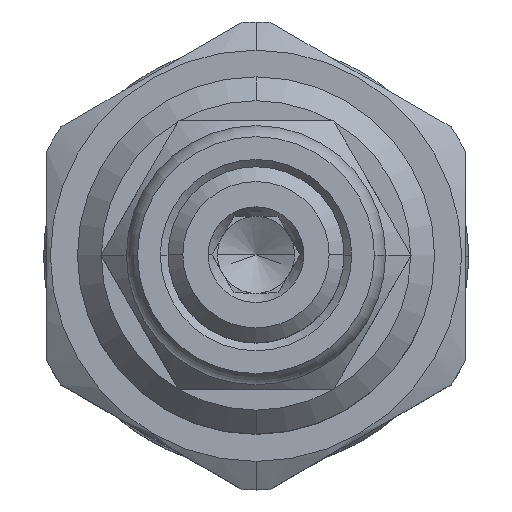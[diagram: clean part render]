
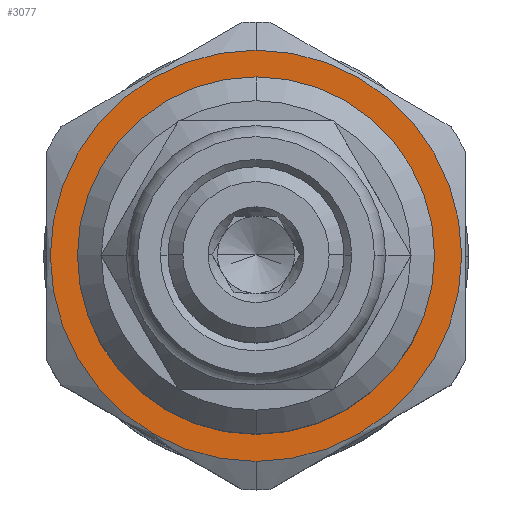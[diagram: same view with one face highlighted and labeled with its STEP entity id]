
A CAD part, top view. The second image highlights one B-rep face of the part: STEP entity #3077.
In plain terms, the highlighted planar face has unit normal (0, 0, 1).
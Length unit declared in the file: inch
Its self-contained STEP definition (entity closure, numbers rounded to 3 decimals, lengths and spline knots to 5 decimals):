
#302=CARTESIAN_POINT('',(0.,0.,2.563));
#303=DIRECTION('',(0.,0.,1.));
#304=DIRECTION('',(0.,-1.,0.));
#305=AXIS2_PLACEMENT_3D('',#302,#303,#304);
#307=CARTESIAN_POINT('',(0.,0.,2.563));
#308=DIRECTION('',(0.,0.,-1.));
#309=DIRECTION('',(0.,-1.,0.));
#310=AXIS2_PLACEMENT_3D('',#307,#308,#309);
#316=CARTESIAN_POINT('',(0.,0.,2.563));
#317=DIRECTION('',(0.,0.,-1.));
#318=DIRECTION('',(0.,-1.,0.));
#319=AXIS2_PLACEMENT_3D('',#316,#317,#318);
#486=CARTESIAN_POINT('',(0.,0.,2.563));
#487=DIRECTION('',(0.,0.,1.));
#488=DIRECTION('',(0.,-1.,0.));
#489=AXIS2_PLACEMENT_3D('',#486,#487,#488);
#2303=CARTESIAN_POINT('',(0.,-0.43,2.563));
#2305=VERTEX_POINT('',#2303);
#2311=CARTESIAN_POINT('',(0.,0.43,2.563));
#2313=VERTEX_POINT('',#2311);
#2319=CARTESIAN_POINT('',(0.,-0.3735,2.563));
#2320=CARTESIAN_POINT('',(0.,0.3735,2.563));
#2321=VERTEX_POINT('',#2319);
#2322=VERTEX_POINT('',#2320);
#3062=CARTESIAN_POINT('',(0.,0.,2.563));
#3063=DIRECTION('',(0.,0.,1.));
#3064=DIRECTION('',(0.,-1.,0.));
#3065=AXIS2_PLACEMENT_3D('',#3062,#3063,#3064);
#3066=PLANE('',#3065);
#3068=ORIENTED_EDGE('',*,*,#3067,.T.);
#3070=ORIENTED_EDGE('',*,*,#3069,.F.);
#3071=EDGE_LOOP('',(#3068,#3070));
#3072=FACE_OUTER_BOUND('',#3071,.F.);
#3073=ORIENTED_EDGE('',*,*,#3027,.T.);
#3074=ORIENTED_EDGE('',*,*,#3055,.F.);
#3075=EDGE_LOOP('',(#3073,#3074));
#3076=FACE_BOUND('',#3075,.F.);
#3077=ADVANCED_FACE('',(#3072,#3076),#3066,.T.);
#306=CIRCLE('',#305,0.3735);
#311=CIRCLE('',#310,0.3735);
#320=CIRCLE('',#319,0.43);
#490=CIRCLE('',#489,0.43);
#3027=EDGE_CURVE('',#2321,#2322,#306,.T.);
#3055=EDGE_CURVE('',#2321,#2322,#311,.T.);
#3067=EDGE_CURVE('',#2305,#2313,#320,.T.);
#3069=EDGE_CURVE('',#2305,#2313,#490,.T.);
